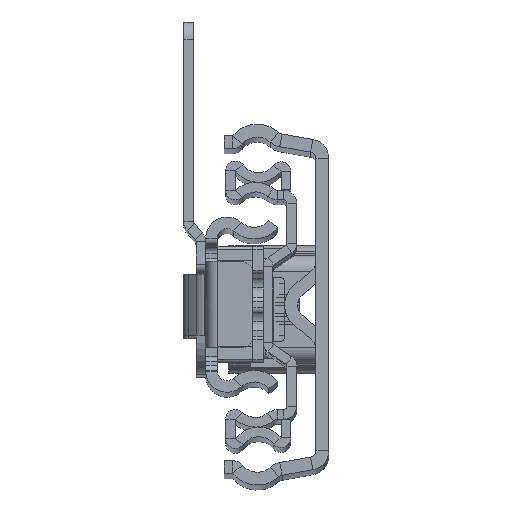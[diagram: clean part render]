
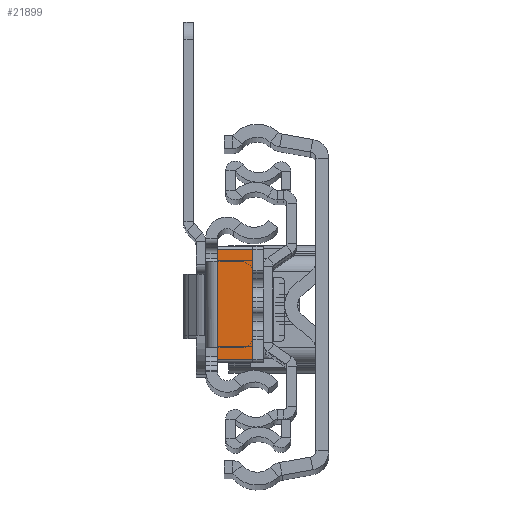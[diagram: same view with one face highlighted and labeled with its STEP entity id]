
A CAD part, top view. The second image highlights one B-rep face of the part: STEP entity #21899.
In plain terms, the highlighted planar face has unit normal (0, 0, 1).
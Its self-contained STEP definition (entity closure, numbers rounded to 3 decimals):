
#1065 = DIRECTION ( 'NONE',  ( 0., -1., 0. ) ) ;
#1598 = EDGE_CURVE ( 'NONE', #23193, #13120, #7306, .T. ) ;
#1826 = EDGE_CURVE ( 'NONE', #8435, #9035, #25094, .T. ) ;
#1901 = ORIENTED_EDGE ( 'NONE', *, *, #21415, .T. ) ;
#1950 = VECTOR ( 'NONE', #13244, 1000. ) ;
#3278 = VECTOR ( 'NONE', #13785, 1000. ) ;
#3334 = CARTESIAN_POINT ( 'NONE',  ( 0., 11114.482, 0. ) ) ;
#5179 = CARTESIAN_POINT ( 'NONE',  ( 5.5, 11114.482, 0. ) ) ;
#6011 = ORIENTED_EDGE ( 'NONE', *, *, #1598, .T. ) ;
#6069 = CARTESIAN_POINT ( 'NONE',  ( 0., 11114.482, 0. ) ) ;
#6846 = VECTOR ( 'NONE', #20245, 1000. ) ;
#7306 = LINE ( 'NONE', #5179, #3278 ) ;
#8054 = DIRECTION ( 'NONE',  ( 1., 0., 0. ) ) ;
#8060 = ORIENTED_EDGE ( 'NONE', *, *, #10865, .T. ) ;
#8435 = VERTEX_POINT ( 'NONE', #22443 ) ;
#9035 = VERTEX_POINT ( 'NONE', #11468 ) ;
#9786 = LINE ( 'NONE', #18397, #6846 ) ;
#10865 = EDGE_CURVE ( 'NONE', #13120, #8435, #27807, .T. ) ;
#11468 = CARTESIAN_POINT ( 'NONE',  ( 0., -8.5, 0. ) ) ;
#13120 = VERTEX_POINT ( 'NONE', #23026 ) ;
#13244 = DIRECTION ( 'NONE',  ( -1., 0., 0. ) ) ;
#13785 = DIRECTION ( 'NONE',  ( 0., 1., 0. ) ) ;
#15019 = VECTOR ( 'NONE', #1065, 1000. ) ;
#18397 = CARTESIAN_POINT ( 'NONE',  ( 0., -8.5, 0. ) ) ;
#18785 = PLANE ( 'NONE',  #19174 ) ;
#19174 = AXIS2_PLACEMENT_3D ( 'NONE', #6069, #23302, #8054 ) ;
#19655 = EDGE_LOOP ( 'NONE', ( #21951, #1901, #6011, #8060 ) ) ;
#20245 = DIRECTION ( 'NONE',  ( 1., 0., 0. ) ) ;
#21415 = EDGE_CURVE ( 'NONE', #9035, #23193, #9786, .T. ) ;
#21899 = ADVANCED_FACE ( 'NONE', ( #23024 ), #18785, .T. ) ;
#21951 = ORIENTED_EDGE ( 'NONE', *, *, #1826, .T. ) ;
#22018 = CARTESIAN_POINT ( 'NONE',  ( 5.5, -8.5, 0. ) ) ;
#22443 = CARTESIAN_POINT ( 'NONE',  ( 0., 8.5, 0. ) ) ;
#23024 = FACE_OUTER_BOUND ( 'NONE', #19655, .T. ) ;
#23026 = CARTESIAN_POINT ( 'NONE',  ( 5.5, 8.5, 0. ) ) ;
#23193 = VERTEX_POINT ( 'NONE', #22018 ) ;
#23302 = DIRECTION ( 'NONE',  ( 0., 0., 1. ) ) ;
#23837 = CARTESIAN_POINT ( 'NONE',  ( 0., 8.5, 0. ) ) ;
#25094 = LINE ( 'NONE', #3334, #15019 ) ;
#27807 = LINE ( 'NONE', #23837, #1950 ) ;
